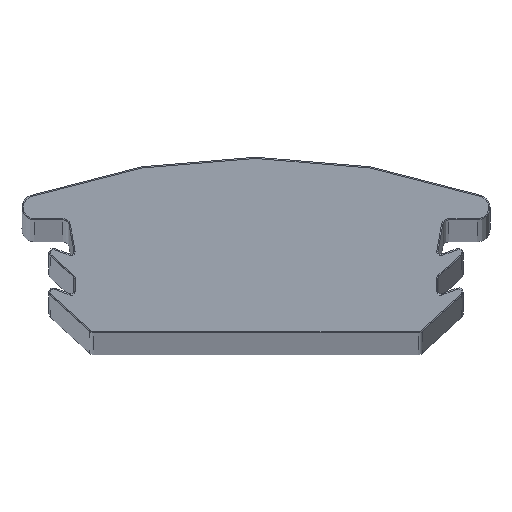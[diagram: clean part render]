
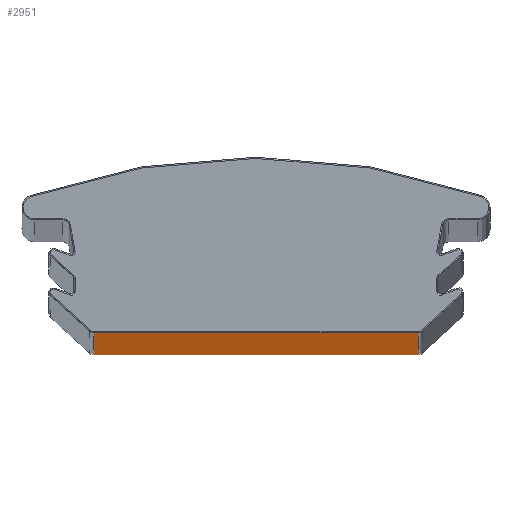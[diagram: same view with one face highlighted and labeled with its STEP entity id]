
A CAD part, top view. The second image highlights one B-rep face of the part: STEP entity #2951.
In plain terms, the highlighted planar face has unit normal (0, -1, 0).
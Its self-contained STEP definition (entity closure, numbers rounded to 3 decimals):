
#164 = VECTOR ( 'NONE', #2132, 1000. ) ;
#231 = ORIENTED_EDGE ( 'NONE', *, *, #2181, .T. ) ;
#433 = VECTOR ( 'NONE', #2008, 1000. ) ;
#441 = DIRECTION ( 'NONE',  ( 1., 0., 0. ) ) ;
#492 = CARTESIAN_POINT ( 'NONE',  ( 12.924, 0., -499.9 ) ) ;
#537 = LINE ( 'NONE', #1622, #164 ) ;
#715 = ORIENTED_EDGE ( 'NONE', *, *, #1268, .T. ) ;
#816 = CARTESIAN_POINT ( 'NONE',  ( -12.924, 0., -499.9 ) ) ;
#1133 = VERTEX_POINT ( 'NONE', #1731 ) ;
#1258 = CARTESIAN_POINT ( 'NONE',  ( -12.924, 0., 499.9 ) ) ;
#1268 = EDGE_CURVE ( 'NONE', #2468, #1133, #2755, .T. ) ;
#1401 = PLANE ( 'NONE',  #1742 ) ;
#1605 = FACE_OUTER_BOUND ( 'NONE', #1942, .T. ) ;
#1622 = CARTESIAN_POINT ( 'NONE',  ( -12.924, 0., -500. ) ) ;
#1625 = DIRECTION ( 'NONE',  ( 0., 0., 1. ) ) ;
#1680 = VECTOR ( 'NONE', #2400, 1000. ) ;
#1731 = CARTESIAN_POINT ( 'NONE',  ( 12.924, 0., 499.9 ) ) ;
#1742 = AXIS2_PLACEMENT_3D ( 'NONE', #2413, #1889, #441 ) ;
#1869 = ORIENTED_EDGE ( 'NONE', *, *, #1885, .F. ) ;
#1885 = EDGE_CURVE ( 'NONE', #2709, #2199, #537, .T. ) ;
#1889 = DIRECTION ( 'NONE',  ( 0., -1., 0. ) ) ;
#1942 = EDGE_LOOP ( 'NONE', ( #715, #231, #1869, #2459 ) ) ;
#2008 = DIRECTION ( 'NONE',  ( -1., 0., 0. ) ) ;
#2132 = DIRECTION ( 'NONE',  ( 0., 0., 1. ) ) ;
#2181 = EDGE_CURVE ( 'NONE', #1133, #2199, #2294, .T. ) ;
#2199 = VERTEX_POINT ( 'NONE', #1258 ) ;
#2272 = CARTESIAN_POINT ( 'NONE',  ( -12.924, 0., 499.9 ) ) ;
#2282 = CARTESIAN_POINT ( 'NONE',  ( 12.924, 0., -500. ) ) ;
#2294 = LINE ( 'NONE', #2272, #433 ) ;
#2328 = LINE ( 'NONE', #2616, #1680 ) ;
#2400 = DIRECTION ( 'NONE',  ( 1., 0., 0. ) ) ;
#2413 = CARTESIAN_POINT ( 'NONE',  ( -12.924, 0., -500. ) ) ;
#2459 = ORIENTED_EDGE ( 'NONE', *, *, #2956, .T. ) ;
#2468 = VERTEX_POINT ( 'NONE', #492 ) ;
#2616 = CARTESIAN_POINT ( 'NONE',  ( 12.924, 0., -499.9 ) ) ;
#2709 = VERTEX_POINT ( 'NONE', #816 ) ;
#2755 = LINE ( 'NONE', #2282, #2989 ) ;
#2951 = ADVANCED_FACE ( 'NONE', ( #1605 ), #1401, .T. ) ;
#2956 = EDGE_CURVE ( 'NONE', #2709, #2468, #2328, .T. ) ;
#2989 = VECTOR ( 'NONE', #1625, 1000. ) ;
